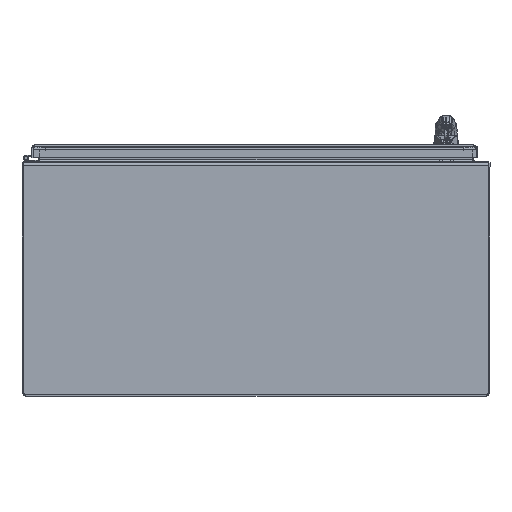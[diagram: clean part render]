
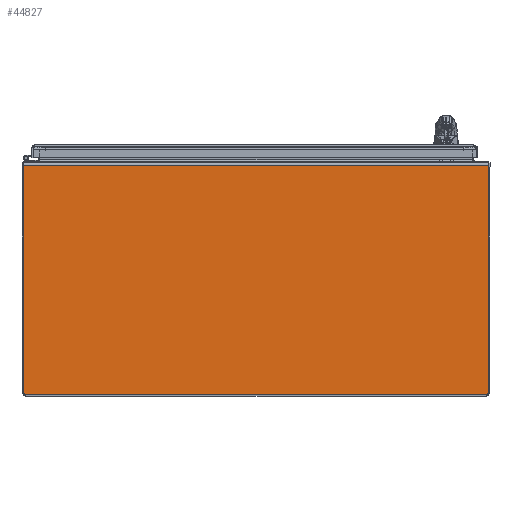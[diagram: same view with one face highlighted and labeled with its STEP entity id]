
A CAD part, front view. The second image highlights one B-rep face of the part: STEP entity #44827.
In plain terms, the highlighted face is planar.
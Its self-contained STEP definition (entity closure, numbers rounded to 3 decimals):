
#2381=PLANE('',#48494);
#3471=FACE_OUTER_BOUND('',#6209,.T.);
#6209=EDGE_LOOP('',(#29867,#29868,#29869,#29870));
#11656=LINE('',#67430,#15089);
#11661=LINE('',#67446,#15094);
#11664=LINE('',#67452,#15097);
#11665=LINE('',#67453,#15098);
#15089=VECTOR('',#53939,0.394);
#15094=VECTOR('',#53960,0.394);
#15097=VECTOR('',#53965,0.394);
#15098=VECTOR('',#53966,0.394);
#18451=VERTEX_POINT('',#67427);
#18452=VERTEX_POINT('',#67429);
#18455=VERTEX_POINT('',#67445);
#18457=VERTEX_POINT('',#67451);
#22769=EDGE_CURVE('',#18452,#18451,#11656,.T.);
#22777=EDGE_CURVE('',#18455,#18452,#11661,.T.);
#22780=EDGE_CURVE('',#18451,#18457,#11664,.T.);
#22781=EDGE_CURVE('',#18457,#18455,#11665,.T.);
#29867=ORIENTED_EDGE('',*,*,#22769,.T.);
#29868=ORIENTED_EDGE('',*,*,#22780,.T.);
#29869=ORIENTED_EDGE('',*,*,#22781,.T.);
#29870=ORIENTED_EDGE('',*,*,#22777,.T.);
#44827=ADVANCED_FACE('',(#3471),#2381,.F.);
#48494=AXIS2_PLACEMENT_3D('',#67450,#53963,#53964);
#53939=DIRECTION('',(-1.,0.,0.));
#53960=DIRECTION('',(0.,-1.,0.));
#53963=DIRECTION('center_axis',(0.,0.,1.));
#53964=DIRECTION('ref_axis',(1.,0.,0.));
#53965=DIRECTION('',(0.,1.,0.));
#53966=DIRECTION('',(1.,0.,0.));
#67427=CARTESIAN_POINT('',(0.,-17.667,0.));
#67429=CARTESIAN_POINT('',(35.917,-17.667,0.));
#67430=CARTESIAN_POINT('',(26.938,-17.667,0.));
#67445=CARTESIAN_POINT('',(35.917,0.,0.));
#67446=CARTESIAN_POINT('',(35.917,0.,0.));
#67450=CARTESIAN_POINT('Origin',(17.959,-9.011,0.));
#67451=CARTESIAN_POINT('',(0.,0.,0.));
#67452=CARTESIAN_POINT('',(0.,-18.021,0.));
#67453=CARTESIAN_POINT('',(0.,0.,0.));
